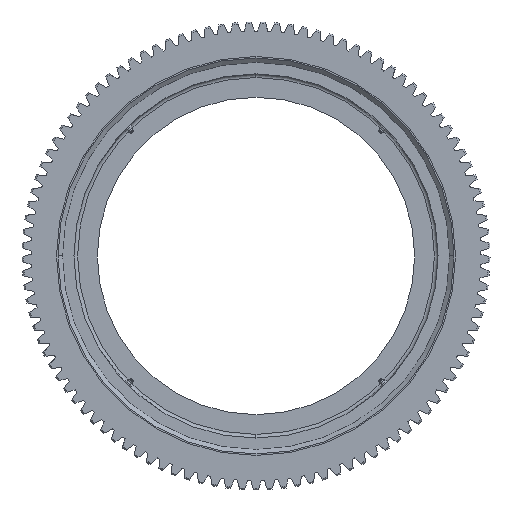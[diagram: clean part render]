
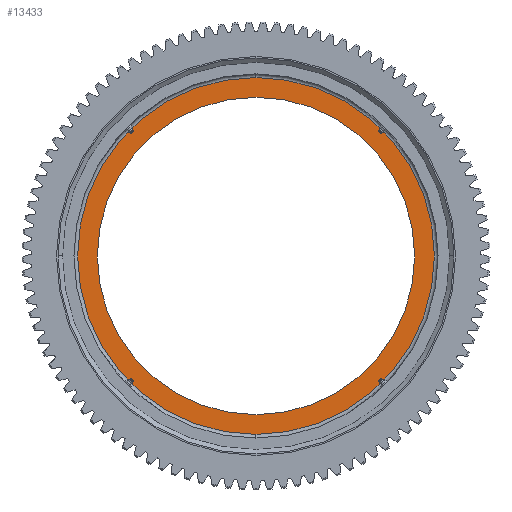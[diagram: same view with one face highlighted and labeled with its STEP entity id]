
A CAD part, front view. The second image highlights one B-rep face of the part: STEP entity #13433.
In plain terms, the highlighted planar face has unit normal (0, -1, 0).
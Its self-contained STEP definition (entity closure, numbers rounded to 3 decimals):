
#517 = DIRECTION ( 'NONE',  ( 0., 0., 1. ) ) ;
#630 = CARTESIAN_POINT ( 'NONE',  ( 0., 16., 0. ) ) ;
#903 = DIRECTION ( 'NONE',  ( 0., -1., 0. ) ) ;
#2568 = CIRCLE ( 'NONE', #21319, 244. ) ;
#3692 = DIRECTION ( 'NONE',  ( 0., 1., 0. ) ) ;
#3847 = FACE_OUTER_BOUND ( 'NONE', #25544, .T. ) ;
#4198 = ORIENTED_EDGE ( 'NONE', *, *, #14892, .T. ) ;
#4227 = CIRCLE ( 'NONE', #22836, 217. ) ;
#4859 = CARTESIAN_POINT ( 'NONE',  ( 0., 16., 244. ) ) ;
#5917 = EDGE_CURVE ( 'NONE', #23356, #17727, #2568, .T. ) ;
#6030 = VERTEX_POINT ( 'NONE', #8158 ) ;
#6797 = DIRECTION ( 'NONE',  ( 0., -1., 0. ) ) ;
#6852 = AXIS2_PLACEMENT_3D ( 'NONE', #15899, #15985, #16063 ) ;
#7075 = CARTESIAN_POINT ( 'NONE',  ( 0., 16., 0. ) ) ;
#7367 = CIRCLE ( 'NONE', #6852, 244. ) ;
#8158 = CARTESIAN_POINT ( 'NONE',  ( 0., 16., -217. ) ) ;
#9137 = DIRECTION ( 'NONE',  ( 0., 0., 1. ) ) ;
#10050 = ORIENTED_EDGE ( 'NONE', *, *, #23724, .F. ) ;
#10617 = EDGE_LOOP ( 'NONE', ( #25852, #10050 ) ) ;
#11687 = EDGE_CURVE ( 'NONE', #12789, #6030, #15501, .T. ) ;
#12789 = VERTEX_POINT ( 'NONE', #13785 ) ;
#12998 = AXIS2_PLACEMENT_3D ( 'NONE', #630, #903, #517 ) ;
#13266 = DIRECTION ( 'NONE',  ( 0., -1., 0. ) ) ;
#13433 = ADVANCED_FACE ( 'NONE', ( #3847, #14141 ), #23450, .F. ) ;
#13601 = ORIENTED_EDGE ( 'NONE', *, *, #5917, .T. ) ;
#13785 = CARTESIAN_POINT ( 'NONE',  ( 0., 16., 217. ) ) ;
#14141 = FACE_BOUND ( 'NONE', #10617, .T. ) ;
#14892 = EDGE_CURVE ( 'NONE', #17727, #23356, #7367, .T. ) ;
#15501 = CIRCLE ( 'NONE', #12998, 217. ) ;
#15899 = CARTESIAN_POINT ( 'NONE',  ( 0., 16., 0. ) ) ;
#15985 = DIRECTION ( 'NONE',  ( 0., -1., 0. ) ) ;
#16063 = DIRECTION ( 'NONE',  ( 0., 0., 1. ) ) ;
#17727 = VERTEX_POINT ( 'NONE', #4859 ) ;
#18053 = DIRECTION ( 'NONE',  ( 0., 0., 1. ) ) ;
#19107 = CARTESIAN_POINT ( 'NONE',  ( 0., 16., 0. ) ) ;
#19635 = CARTESIAN_POINT ( 'NONE',  ( 0., 16., -244. ) ) ;
#21157 = DIRECTION ( 'NONE',  ( 0., 0., 1. ) ) ;
#21308 = CARTESIAN_POINT ( 'NONE',  ( 0., 16., 189. ) ) ;
#21319 = AXIS2_PLACEMENT_3D ( 'NONE', #7075, #13266, #9137 ) ;
#22836 = AXIS2_PLACEMENT_3D ( 'NONE', #19107, #6797, #21157 ) ;
#23356 = VERTEX_POINT ( 'NONE', #19635 ) ;
#23450 = PLANE ( 'NONE',  #25039 ) ;
#23724 = EDGE_CURVE ( 'NONE', #6030, #12789, #4227, .T. ) ;
#25039 = AXIS2_PLACEMENT_3D ( 'NONE', #21308, #3692, #18053 ) ;
#25544 = EDGE_LOOP ( 'NONE', ( #4198, #13601 ) ) ;
#25852 = ORIENTED_EDGE ( 'NONE', *, *, #11687, .F. ) ;
